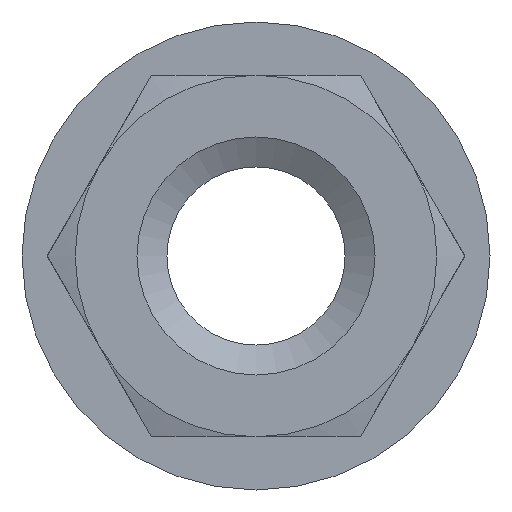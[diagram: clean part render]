
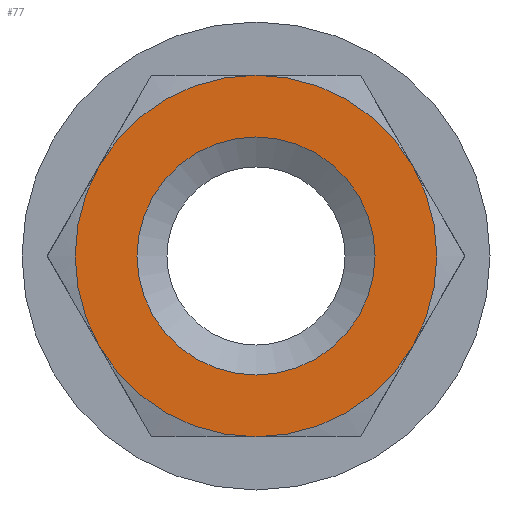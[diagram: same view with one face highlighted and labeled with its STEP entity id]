
A CAD part, left-side view. The second image highlights one B-rep face of the part: STEP entity #77.
In plain terms, the highlighted planar face has unit normal (-1, 0, 0).
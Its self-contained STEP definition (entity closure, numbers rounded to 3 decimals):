
#77 = ADVANCED_FACE( '', ( #169, #170 ), #171, .T. );
#169 = FACE_BOUND( '', #276, .T. );
#170 = FACE_OUTER_BOUND( '', #277, .T. );
#171 = PLANE( '', #278 );
#276 = EDGE_LOOP( '', ( #439 ) );
#277 = EDGE_LOOP( '', ( #440, #441, #442, #443, #444, #445 ) );
#278 = AXIS2_PLACEMENT_3D( '', #446, #447, #448 );
#439 = ORIENTED_EDGE( '', *, *, #665, .T. );
#440 = ORIENTED_EDGE( '', *, *, #650, .F. );
#441 = ORIENTED_EDGE( '', *, *, #638, .F. );
#442 = ORIENTED_EDGE( '', *, *, #656, .F. );
#443 = ORIENTED_EDGE( '', *, *, #667, .F. );
#444 = ORIENTED_EDGE( '', *, *, #645, .F. );
#445 = ORIENTED_EDGE( '', *, *, #668, .F. );
#446 = CARTESIAN_POINT( '', ( -15., 8.5, 0. ) );
#447 = DIRECTION( '', ( -1., 0., 0. ) );
#448 = DIRECTION( '', ( 0., 0., 1. ) );
#638 = EDGE_CURVE( '', #762, #758, #764, .T. );
#645 = EDGE_CURVE( '', #773, #776, #777, .T. );
#650 = EDGE_CURVE( '', #758, #740, #784, .T. );
#656 = EDGE_CURVE( '', #791, #762, #793, .T. );
#665 = EDGE_CURVE( '', #804, #804, #805, .T. );
#667 = EDGE_CURVE( '', #776, #791, #807, .T. );
#668 = EDGE_CURVE( '', #740, #773, #808, .T. );
#740 = VERTEX_POINT( '', #901 );
#758 = VERTEX_POINT( '', #930 );
#762 = VERTEX_POINT( '', #937 );
#764 = CIRCLE( '', #942, 8.5 );
#773 = VERTEX_POINT( '', #953 );
#776 = VERTEX_POINT( '', #961 );
#777 = CIRCLE( '', #962, 8.5 );
#784 = CIRCLE( '', #975, 8.5 );
#791 = VERTEX_POINT( '', #987 );
#793 = CIRCLE( '', #992, 8.5 );
#804 = VERTEX_POINT( '', #1010 );
#805 = CIRCLE( '', #1011, 5.594 );
#807 = CIRCLE( '', #1013, 8.5 );
#808 = CIRCLE( '', #1014, 8.5 );
#901 = CARTESIAN_POINT( '', ( -15., 7.361, 4.25 ) );
#930 = CARTESIAN_POINT( '', ( -15., 7.361, -4.25 ) );
#937 = CARTESIAN_POINT( '', ( -15., 0., -8.5 ) );
#942 = AXIS2_PLACEMENT_3D( '', #1120, #1121, #1122 );
#953 = CARTESIAN_POINT( '', ( -15., 0., 8.5 ) );
#961 = CARTESIAN_POINT( '', ( -15., -7.361, 4.25 ) );
#962 = AXIS2_PLACEMENT_3D( '', #1128, #1129, #1130 );
#975 = AXIS2_PLACEMENT_3D( '', #1134, #1135, #1136 );
#987 = CARTESIAN_POINT( '', ( -15., -7.361, -4.25 ) );
#992 = AXIS2_PLACEMENT_3D( '', #1143, #1144, #1145 );
#1010 = CARTESIAN_POINT( '', ( -15., 0., -5.594 ) );
#1011 = AXIS2_PLACEMENT_3D( '', #1153, #1154, #1155 );
#1013 = AXIS2_PLACEMENT_3D( '', #1156, #1157, #1158 );
#1014 = AXIS2_PLACEMENT_3D( '', #1159, #1160, #1161 );
#1120 = CARTESIAN_POINT( '', ( -15., 0., 0. ) );
#1121 = DIRECTION( '', ( 1., 0., 0. ) );
#1122 = DIRECTION( '', ( 0., 0., -1. ) );
#1128 = CARTESIAN_POINT( '', ( -15., 0., 0. ) );
#1129 = DIRECTION( '', ( 1., 0., 0. ) );
#1130 = DIRECTION( '', ( 0., 0., -1. ) );
#1134 = CARTESIAN_POINT( '', ( -15., 0., 0. ) );
#1135 = DIRECTION( '', ( 1., 0., 0. ) );
#1136 = DIRECTION( '', ( 0., 0., -1. ) );
#1143 = CARTESIAN_POINT( '', ( -15., 0., 0. ) );
#1144 = DIRECTION( '', ( 1., 0., 0. ) );
#1145 = DIRECTION( '', ( 0., 0., -1. ) );
#1153 = CARTESIAN_POINT( '', ( -15., 0., 0. ) );
#1154 = DIRECTION( '', ( 1., 0., 0. ) );
#1155 = DIRECTION( '', ( 0., 0., -1. ) );
#1156 = CARTESIAN_POINT( '', ( -15., 0., 0. ) );
#1157 = DIRECTION( '', ( 1., 0., 0. ) );
#1158 = DIRECTION( '', ( 0., 0., -1. ) );
#1159 = CARTESIAN_POINT( '', ( -15., 0., 0. ) );
#1160 = DIRECTION( '', ( 1., 0., 0. ) );
#1161 = DIRECTION( '', ( 0., 0., -1. ) );
